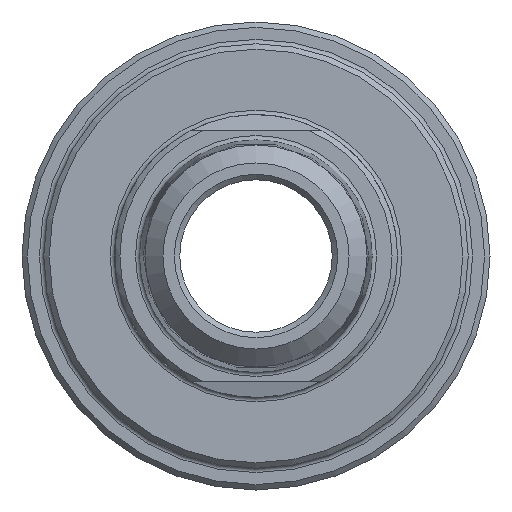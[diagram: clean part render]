
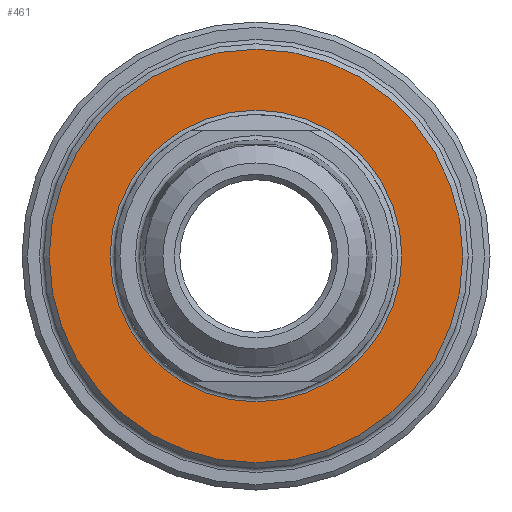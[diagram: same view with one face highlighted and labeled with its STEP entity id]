
A CAD part, left-side view. The second image highlights one B-rep face of the part: STEP entity #461.
In plain terms, the highlighted planar face has unit normal (-1, 0, 0).
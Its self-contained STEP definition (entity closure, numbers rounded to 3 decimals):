
#35=FACE_BOUND('',#125,.T.);
#53=CIRCLE('',#525,13.4);
#55=CIRCLE('',#528,19.);
#94=FACE_OUTER_BOUND('',#124,.T.);
#124=EDGE_LOOP('',(#351));
#125=EDGE_LOOP('',(#352));
#212=VERTEX_POINT('',#807);
#213=VERTEX_POINT('',#812);
#265=EDGE_CURVE('',#212,#212,#53,.T.);
#267=EDGE_CURVE('',#213,#213,#55,.T.);
#351=ORIENTED_EDGE('',*,*,#267,.F.);
#352=ORIENTED_EDGE('',*,*,#265,.F.);
#446=PLANE('',#527);
#461=ADVANCED_FACE('',(#94,#35),#446,.T.);
#525=AXIS2_PLACEMENT_3D('',#809,#634,#635);
#527=AXIS2_PLACEMENT_3D('',#811,#638,#639);
#528=AXIS2_PLACEMENT_3D('',#813,#640,#641);
#634=DIRECTION('center_axis',(-1.,0.,0.));
#635=DIRECTION('ref_axis',(0.,-1.,0.));
#638=DIRECTION('center_axis',(-1.,0.,0.));
#639=DIRECTION('ref_axis',(0.,0.,1.));
#640=DIRECTION('center_axis',(1.,0.,0.));
#641=DIRECTION('ref_axis',(0.,-1.,0.));
#807=CARTESIAN_POINT('',(-12.,0.,13.4));
#809=CARTESIAN_POINT('Origin',(-12.,0.,0.));
#811=CARTESIAN_POINT('Origin',(-12.,19.5,0.));
#812=CARTESIAN_POINT('',(-12.,19.,0.));
#813=CARTESIAN_POINT('Origin',(-12.,0.,0.));
